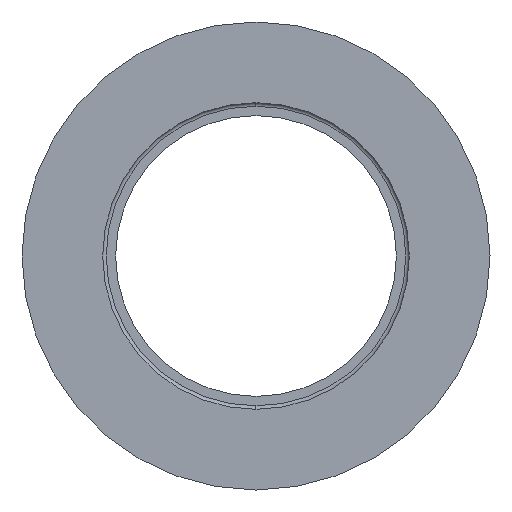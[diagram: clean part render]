
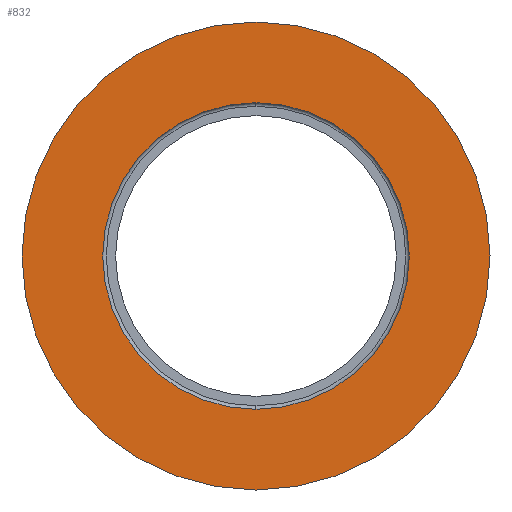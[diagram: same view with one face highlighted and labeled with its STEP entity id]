
A CAD part, left-side view. The second image highlights one B-rep face of the part: STEP entity #832.
In plain terms, the highlighted planar face has unit normal (-1, 0, 0).
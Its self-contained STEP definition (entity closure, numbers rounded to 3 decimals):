
#64 = EDGE_CURVE ( 'NONE', #1240, #1085, #216, .T. ) ;
#90 = EDGE_CURVE ( 'NONE', #1533, #169, #191, .T. ) ;
#131 = CIRCLE ( 'NONE', #211, 20. ) ;
#148 = AXIS2_PLACEMENT_3D ( 'NONE', #1379, #1383, #1390 ) ;
#169 = VERTEX_POINT ( 'NONE', #634 ) ;
#191 = CIRCLE ( 'NONE', #1318, 20. ) ;
#211 = AXIS2_PLACEMENT_3D ( 'NONE', #1273, #1174, #1179 ) ;
#216 = CIRCLE ( 'NONE', #1181, 13.1 ) ;
#269 = CARTESIAN_POINT ( 'NONE',  ( -3.5, 0., 0. ) ) ;
#276 = DIRECTION ( 'NONE',  ( -1., 0., 0. ) ) ;
#283 = DIRECTION ( 'NONE',  ( 0., 0., 1. ) ) ;
#305 = CARTESIAN_POINT ( 'NONE',  ( -3.5, 0., 0. ) ) ;
#318 = DIRECTION ( 'NONE',  ( -1., 0., 0. ) ) ;
#326 = DIRECTION ( 'NONE',  ( 0., 0., 1. ) ) ;
#373 = ORIENTED_EDGE ( 'NONE', *, *, #90, .T. ) ;
#414 = EDGE_CURVE ( 'NONE', #1085, #1240, #877, .T. ) ;
#489 = AXIS2_PLACEMENT_3D ( 'NONE', #1175, #1169, #1164 ) ;
#617 = CARTESIAN_POINT ( 'NONE',  ( -3.5, 0., -13.1 ) ) ;
#624 = ORIENTED_EDGE ( 'NONE', *, *, #64, .F. ) ;
#634 = CARTESIAN_POINT ( 'NONE',  ( -3.5, 0., 20. ) ) ;
#707 = ORIENTED_EDGE ( 'NONE', *, *, #741, .T. ) ;
#741 = EDGE_CURVE ( 'NONE', #169, #1533, #131, .T. ) ;
#832 = ADVANCED_FACE ( 'NONE', ( #1476, #1389 ), #1185, .F. ) ;
#877 = CIRCLE ( 'NONE', #489, 13.1 ) ;
#910 = EDGE_LOOP ( 'NONE', ( #707, #373 ) ) ;
#1051 = ORIENTED_EDGE ( 'NONE', *, *, #414, .F. ) ;
#1085 = VERTEX_POINT ( 'NONE', #617 ) ;
#1138 = CARTESIAN_POINT ( 'NONE',  ( -3.5, 0., -20. ) ) ;
#1164 = DIRECTION ( 'NONE',  ( 0., 0., 1. ) ) ;
#1169 = DIRECTION ( 'NONE',  ( -1., 0., 0. ) ) ;
#1174 = DIRECTION ( 'NONE',  ( -1., 0., 0. ) ) ;
#1175 = CARTESIAN_POINT ( 'NONE',  ( -3.5, 0., 0. ) ) ;
#1179 = DIRECTION ( 'NONE',  ( 0., 0., 1. ) ) ;
#1181 = AXIS2_PLACEMENT_3D ( 'NONE', #269, #276, #283 ) ;
#1185 = PLANE ( 'NONE',  #148 ) ;
#1240 = VERTEX_POINT ( 'NONE', #1352 ) ;
#1273 = CARTESIAN_POINT ( 'NONE',  ( -3.5, 0., 0. ) ) ;
#1318 = AXIS2_PLACEMENT_3D ( 'NONE', #305, #318, #326 ) ;
#1352 = CARTESIAN_POINT ( 'NONE',  ( -3.5, 0., 13.1 ) ) ;
#1379 = CARTESIAN_POINT ( 'NONE',  ( -3.5, 0., -13.1 ) ) ;
#1383 = DIRECTION ( 'NONE',  ( 1., 0., 0. ) ) ;
#1389 = FACE_OUTER_BOUND ( 'NONE', #910, .T. ) ;
#1390 = DIRECTION ( 'NONE',  ( 0., 0., -1. ) ) ;
#1430 = EDGE_LOOP ( 'NONE', ( #624, #1051 ) ) ;
#1476 = FACE_BOUND ( 'NONE', #1430, .T. ) ;
#1533 = VERTEX_POINT ( 'NONE', #1138 ) ;
